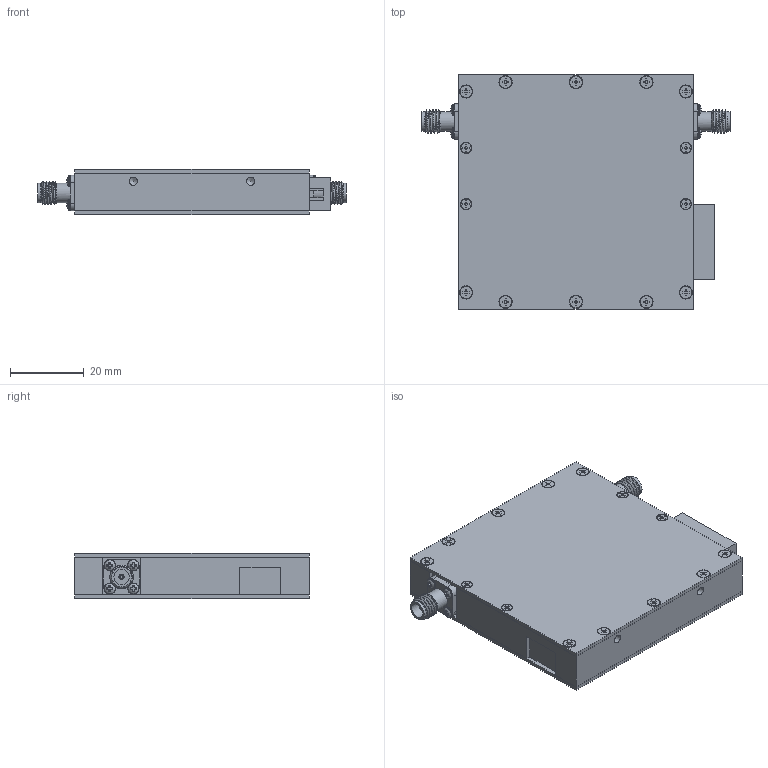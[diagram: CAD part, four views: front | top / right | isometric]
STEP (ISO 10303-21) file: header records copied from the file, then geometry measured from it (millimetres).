
FILE_DESCRIPTION (( 'STEP AP214' ), '1' );
FILE_NAME ('FMAT5007_3D.STEP', '2022-10-13T16:33:49', ( '' ), ( '' ), 'SwSTEP 2.0', 'SolidWorks 2021', '' );
FILE_SCHEMA (( 'AUTOMOTIVE_DESIGN' ));
Length unit declared in the file: inch
Products named in the file (7): M1.7 SCREW; M2 SCREW; SMA F PNL(.25X.25); FMAT5007_3D; 10PIN HOUSING; PE70A5007-BODY; M1.4 SCREW
Assembly tree (56 placements, depth 2):
  FMAT5007_3D
    PE70A5007-BODY
    SMA F PNL(.25X.25)  x2
    M1.4 SCREW  x8
    M2 SCREW  x35
    M1.7 SCREW  x9
    10PIN HOUSING
Bounding box: 83.31 x 63.5 x 12.19 mm (x, y, z)
Volume: 49796.3 mm3; surface area: 33243.6 mm2
Topology: 58 solids, 58 shells, 1562 faces, 3947 edges, 2571 vertices
Faces by surface type: plane 987, cylinder 356, cone 172, bspline 31, torus 16
Full cylindrical faces by diameter (mm): 0.858 x2, 1.4 x16, 1.448 x2, 1.7 x9, 2 x35, 2.057 x87, 2.261 x4, 3.048 x8, 4.133 x2, 5.334 x4
Entity records: 17135 total; most frequent: CARTESIAN_POINT 4914, DIRECTION 2231, ORIENTED_EDGE 1964, EDGE_CURVE 982, EDGE_LOOP 812, AXIS2_PLACEMENT_3D 809, VERTEX_POINT 726, LINE 613
